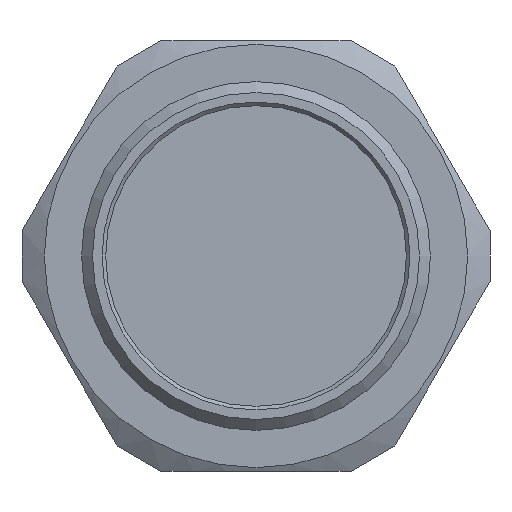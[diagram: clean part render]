
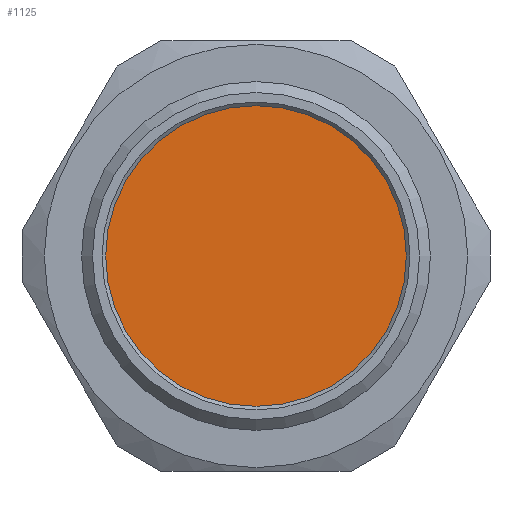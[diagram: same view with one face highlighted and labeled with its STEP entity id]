
A CAD part, front view. The second image highlights one B-rep face of the part: STEP entity #1125.
In plain terms, the highlighted planar face has unit normal (0, -1, 0).
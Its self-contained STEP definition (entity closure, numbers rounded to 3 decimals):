
#251=FACE_OUTER_BOUND('',#324,.T.);
#324=EDGE_LOOP('',(#729));
#403=CIRCLE('',#1224,20.6);
#440=VERTEX_POINT('',#1618);
#553=EDGE_CURVE('',#440,#440,#403,.T.);
#729=ORIENTED_EDGE('',*,*,#553,.T.);
#1080=PLANE('',#1223);
#1125=ADVANCED_FACE('',(#251),#1080,.F.);
#1223=AXIS2_PLACEMENT_3D('',#1617,#1339,#1340);
#1224=AXIS2_PLACEMENT_3D('',#1619,#1341,#1342);
#1339=DIRECTION('center_axis',(0.,1.,0.));
#1340=DIRECTION('ref_axis',(0.,0.,1.));
#1341=DIRECTION('center_axis',(0.,-1.,0.));
#1342=DIRECTION('ref_axis',(-1.,0.,0.));
#1617=CARTESIAN_POINT('Origin',(0.,17.,0.));
#1618=CARTESIAN_POINT('',(20.6,17.,0.));
#1619=CARTESIAN_POINT('Origin',(0.,17.,0.));
